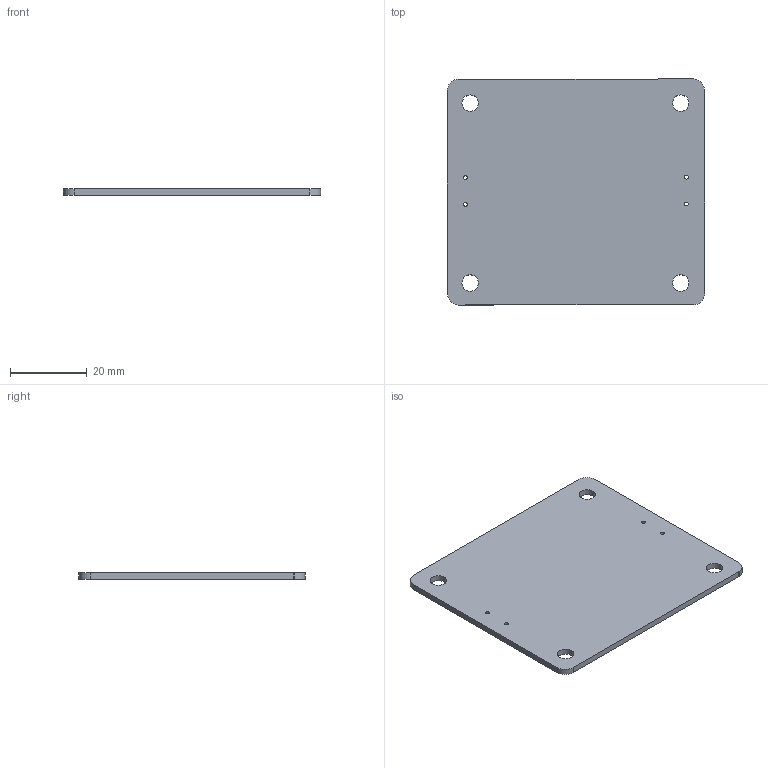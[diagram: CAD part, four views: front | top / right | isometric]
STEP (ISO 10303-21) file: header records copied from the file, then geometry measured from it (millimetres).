
FILE_DESCRIPTION(('KiCad electronic assembly'),'2;1');
FILE_NAME('SF_PCB_Rev1-4.step','2025-05-05T11:56:31',('Pcbnew'),('Kicad' ),'Open CASCADE STEP processor 7.8','KiCad to STEP converter', 'Unknown');
FILE_SCHEMA(('AUTOMOTIVE_DESIGN { 1 0 10303 214 1 1 1 1 }'));
Length unit declared in the file: millimetre
Products named in the file (2): SF_PCB_Rev1-4 1; SF_PCB_Rev1-4_PCB
Assembly tree (1 placements, depth 2):
  SF_PCB_Rev1-4 1
    SF_PCB_Rev1-4_PCB
Bounding box: 67.17 x 59.02 x 1.6 mm (x, y, z)
Volume: 6230.5 mm3; surface area: 8290.2 mm2
Topology: 1 solids, 1 shells, 21 faces, 57 edges, 38 vertices
Faces by surface type: cylinder 12, plane 9
Full cylindrical faces by diameter (mm): 1 x4, 4.3 x4
Entity records: 744 total; most frequent: DIRECTION 127, CARTESIAN_POINT 118, ORIENTED_EDGE 114, EDGE_CURVE 57, AXIS2_PLACEMENT_3D 47, VERTEX_POINT 38, FACE_BOUND 37, EDGE_LOOP 37
